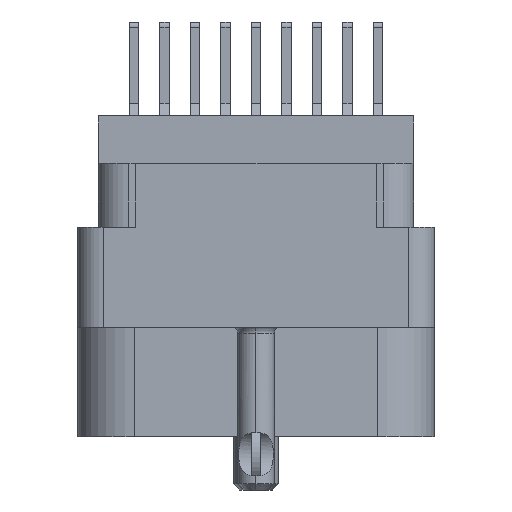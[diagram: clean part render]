
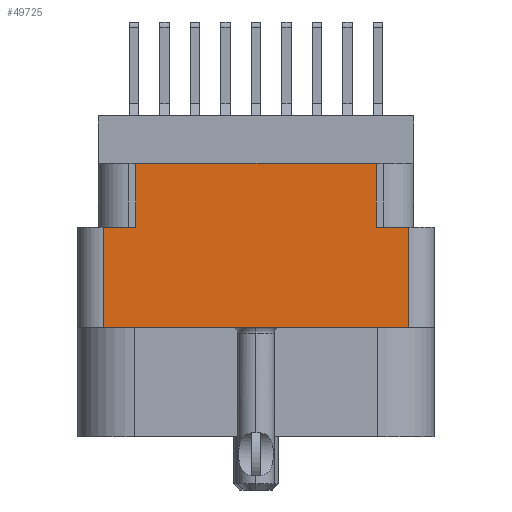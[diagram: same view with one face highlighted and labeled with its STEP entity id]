
A CAD part, left-side view. The second image highlights one B-rep face of the part: STEP entity #49725.
In plain terms, the highlighted planar face has unit normal (-1, 0, 0).
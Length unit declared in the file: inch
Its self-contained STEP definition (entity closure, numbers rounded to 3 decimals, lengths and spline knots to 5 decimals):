
#183 = CARTESIAN_POINT ( 'NONE',  ( -1.2955, -0.296, -0.117 ) ) ;
#1598 = CARTESIAN_POINT ( 'NONE',  ( -1.2955, 0., -0.274 ) ) ;
#2592 = VERTEX_POINT ( 'NONE', #10182 ) ;
#3532 = VECTOR ( 'NONE', #28753, 39.37008 ) ;
#4709 = ORIENTED_EDGE ( 'NONE', *, *, #29230, .F. ) ;
#4992 = VECTOR ( 'NONE', #51671, 39.37008 ) ;
#5553 = VERTEX_POINT ( 'NONE', #29164 ) ;
#5990 = VECTOR ( 'NONE', #44924, 39.37008 ) ;
#6516 = CARTESIAN_POINT ( 'NONE',  ( -1.2955, -0.296, -0.274 ) ) ;
#6930 = LINE ( 'NONE', #17274, #45301 ) ;
#7402 = LINE ( 'NONE', #35623, #5990 ) ;
#7721 = CARTESIAN_POINT ( 'NONE',  ( -1.2955, 0.296, -0.117 ) ) ;
#9159 = ORIENTED_EDGE ( 'NONE', *, *, #51780, .F. ) ;
#9381 = ORIENTED_EDGE ( 'NONE', *, *, #55399, .F. ) ;
#9542 = AXIS2_PLACEMENT_3D ( 'NONE', #12875, #35910, #26745 ) ;
#10182 = CARTESIAN_POINT ( 'NONE',  ( -1.2955, 0.376, -0.52 ) ) ;
#10438 = VECTOR ( 'NONE', #34050, 39.37008 ) ;
#11194 = CARTESIAN_POINT ( 'NONE',  ( -1.2955, -0.296, -0.274 ) ) ;
#12875 = CARTESIAN_POINT ( 'NONE',  ( -1.2955, -0.438, -0.789 ) ) ;
#13096 = DIRECTION ( 'NONE',  ( 0., -1., 0. ) ) ;
#13534 = LINE ( 'NONE', #33673, #4992 ) ;
#15539 = VERTEX_POINT ( 'NONE', #30078 ) ;
#17274 = CARTESIAN_POINT ( 'NONE',  ( -1.2955, 0., -0.274 ) ) ;
#19483 = EDGE_CURVE ( 'NONE', #45829, #57859, #30179, .T. ) ;
#19795 = CARTESIAN_POINT ( 'NONE',  ( -1.2955, 0.438, -0.117 ) ) ;
#19846 = DIRECTION ( 'NONE',  ( 0., -1., 0. ) ) ;
#21553 = EDGE_CURVE ( 'NONE', #40314, #43254, #26271, .T. ) ;
#22504 = LINE ( 'NONE', #42772, #10438 ) ;
#23154 = ORIENTED_EDGE ( 'NONE', *, *, #34894, .T. ) ;
#24400 = LINE ( 'NONE', #1598, #35071 ) ;
#25661 = CARTESIAN_POINT ( 'NONE',  ( -1.2955, 0.296, -0.274 ) ) ;
#26271 = LINE ( 'NONE', #6516, #3532 ) ;
#26745 = DIRECTION ( 'NONE',  ( 0., 0., 1. ) ) ;
#28753 = DIRECTION ( 'NONE',  ( 0., 0., 1. ) ) ;
#29164 = CARTESIAN_POINT ( 'NONE',  ( -1.2955, 0.376, -0.274 ) ) ;
#29230 = EDGE_CURVE ( 'NONE', #15539, #2592, #13534, .T. ) ;
#30078 = CARTESIAN_POINT ( 'NONE',  ( -1.2955, -0.376, -0.52 ) ) ;
#30179 = LINE ( 'NONE', #52081, #58503 ) ;
#31721 = VERTEX_POINT ( 'NONE', #57423 ) ;
#32651 = VECTOR ( 'NONE', #42830, 39.37008 ) ;
#33673 = CARTESIAN_POINT ( 'NONE',  ( -1.2955, 0., -0.52 ) ) ;
#34050 = DIRECTION ( 'NONE',  ( 0., 0., 1. ) ) ;
#34894 = EDGE_CURVE ( 'NONE', #15539, #31721, #22504, .T. ) ;
#35071 = VECTOR ( 'NONE', #19846, 39.37008 ) ;
#35623 = CARTESIAN_POINT ( 'NONE',  ( -1.2955, 0.376, -0.789 ) ) ;
#35910 = DIRECTION ( 'NONE',  ( -1., 0., 0. ) ) ;
#35926 = EDGE_CURVE ( 'NONE', #5553, #2592, #7402, .T. ) ;
#38533 = ORIENTED_EDGE ( 'NONE', *, *, #19483, .F. ) ;
#39030 = DIRECTION ( 'NONE',  ( 0., 0., 1. ) ) ;
#40314 = VERTEX_POINT ( 'NONE', #11194 ) ;
#42434 = ORIENTED_EDGE ( 'NONE', *, *, #21553, .T. ) ;
#42772 = CARTESIAN_POINT ( 'NONE',  ( -1.2955, -0.376, -0.789 ) ) ;
#42830 = DIRECTION ( 'NONE',  ( 0., -1., 0. ) ) ;
#43035 = FACE_OUTER_BOUND ( 'NONE', #55746, .T. ) ;
#43254 = VERTEX_POINT ( 'NONE', #183 ) ;
#44396 = EDGE_CURVE ( 'NONE', #57859, #43254, #48992, .T. ) ;
#44924 = DIRECTION ( 'NONE',  ( 0., 0., -1. ) ) ;
#45301 = VECTOR ( 'NONE', #13096, 39.37008 ) ;
#45829 = VERTEX_POINT ( 'NONE', #25661 ) ;
#46435 = ORIENTED_EDGE ( 'NONE', *, *, #35926, .T. ) ;
#48992 = LINE ( 'NONE', #19795, #32651 ) ;
#49725 = ADVANCED_FACE ( 'NONE', ( #43035 ), #53465, .T. ) ;
#51671 = DIRECTION ( 'NONE',  ( 0., 1., 0. ) ) ;
#51780 = EDGE_CURVE ( 'NONE', #5553, #45829, #24400, .T. ) ;
#52081 = CARTESIAN_POINT ( 'NONE',  ( -1.2955, 0.296, -0.274 ) ) ;
#53465 = PLANE ( 'NONE',  #9542 ) ;
#55399 = EDGE_CURVE ( 'NONE', #40314, #31721, #6930, .T. ) ;
#55746 = EDGE_LOOP ( 'NONE', ( #9159, #46435, #4709, #23154, #9381, #42434, #57874, #38533 ) ) ;
#57423 = CARTESIAN_POINT ( 'NONE',  ( -1.2955, -0.376, -0.274 ) ) ;
#57859 = VERTEX_POINT ( 'NONE', #7721 ) ;
#57874 = ORIENTED_EDGE ( 'NONE', *, *, #44396, .F. ) ;
#58503 = VECTOR ( 'NONE', #39030, 39.37008 ) ;
